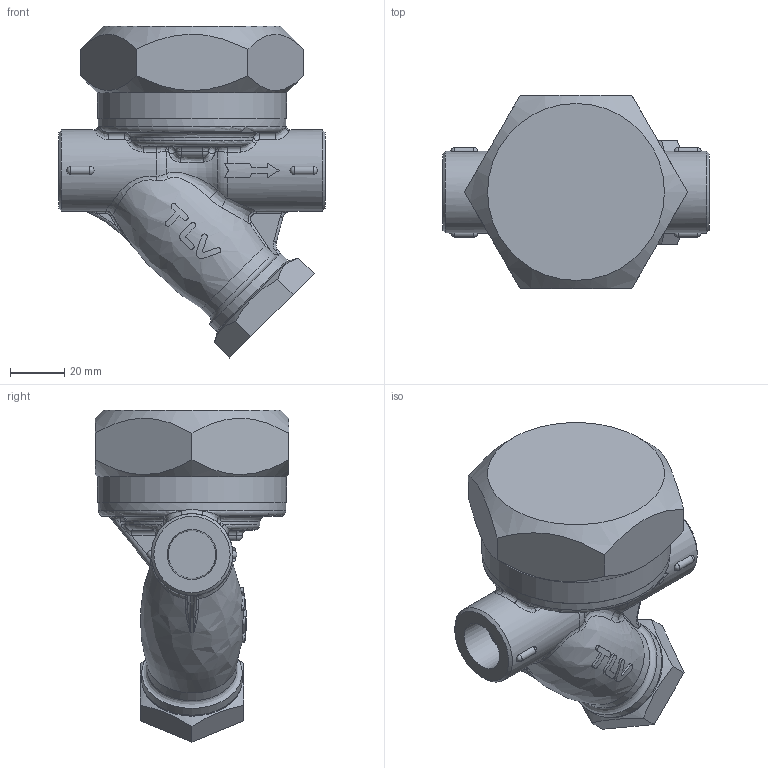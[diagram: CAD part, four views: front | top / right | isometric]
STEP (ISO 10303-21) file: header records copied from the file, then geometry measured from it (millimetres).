
FILE_DESCRIPTION((''),'2;1');
FILE_NAME('a3n00-015-screw-00.stp','2009-11-12T10:30:08',('nakaot'),(''),'Autodesk Inventor 2008','Autodesk Inventor 2008','');
FILE_SCHEMA(('AUTOMOTIVE_DESIGN { 1 0 10303 214 1 1 1 1 }'));
Length unit declared in the file: millimetre
Products named in the file (1): a3n00-015-screw-00
Bounding box: 98 x 71 x 122 mm (x, y, z)
Volume: 288180.1 mm3; surface area: 35100.7 mm2
Topology: 1 solids, 1 shells, 269 faces, 695 edges, 417 vertices
Faces by surface type: bspline 123, plane 57, cylinder 57, torus 16, sphere 10, cone 6
Full cylindrical faces by diameter (mm): 30 x2, 37 x1, 60 x1, 69 x1, 69.5 x1
Entity records: 18740 total; most frequent: CARTESIAN_POINT 13238, ORIENTED_EDGE 1296, DIRECTION 869, EDGE_CURVE 648, VERTEX_POINT 411, AXIS2_PLACEMENT_3D 364, EDGE_LOOP 299, B_SPLINE_CURVE_WITH_KNOTS 272
